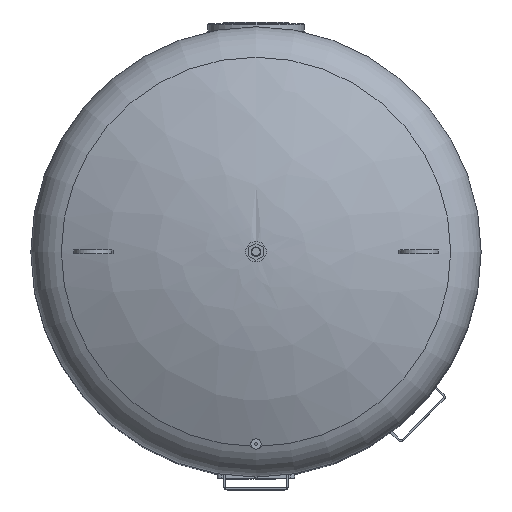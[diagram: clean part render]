
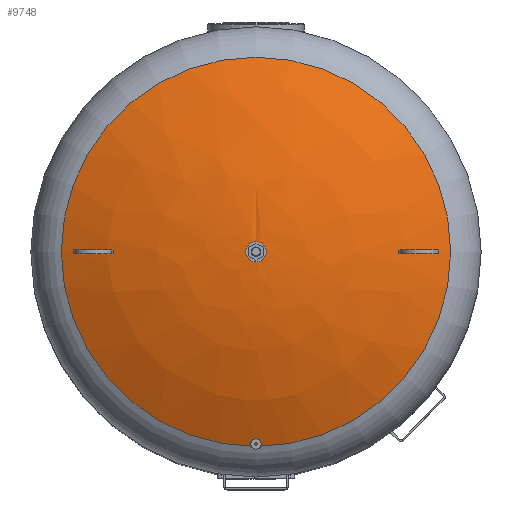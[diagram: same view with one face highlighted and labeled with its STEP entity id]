
A CAD part, top view. The second image highlights one B-rep face of the part: STEP entity #9748.
In plain terms, the highlighted free-form (B-spline) face has degree [2, 2] with [3, 9] control points.
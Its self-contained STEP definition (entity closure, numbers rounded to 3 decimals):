
#50=(
BOUNDED_CURVE()
B_SPLINE_CURVE(2,(#15452,#15453,#15454),.UNSPECIFIED.,.F.,.F.)
B_SPLINE_CURVE_WITH_KNOTS((3,3),(1.126,1.57),
 .UNSPECIFIED.)
CURVE()
GEOMETRIC_REPRESENTATION_ITEM()
RATIONAL_B_SPLINE_CURVE((1.,0.975,1.))
REPRESENTATION_ITEM($)
);
#53=(
BOUNDED_SURFACE()
B_SPLINE_SURFACE(2,2,((#15424,#15425,#15426,#15427,#15428,#15429,#15430,
#15431,#15432),(#15433,#15434,#15435,#15436,#15437,#15438,#15439,#15440,
#15441),(#15442,#15443,#15444,#15445,#15446,#15447,#15448,#15449,#15450)),
 .UNSPECIFIED.,.F.,.T.,.F.)
B_SPLINE_SURFACE_WITH_KNOTS((3,3),(3,2,2,2,3),(-1.57,-1.126),
(-3.142,-1.571,0.,1.571,3.142),
 .UNSPECIFIED.)
GEOMETRIC_REPRESENTATION_ITEM()
RATIONAL_B_SPLINE_SURFACE(((1.,0.707,1.,0.707,1.,
0.707,1.,0.707,1.),(0.975,0.69,
0.975,0.69,0.975,0.69,
0.975,0.69,0.975),(1.,0.707,
1.,0.707,1.,0.707,1.,0.707,1.)))
REPRESENTATION_ITEM($)
SURFACE()
);
#493=CIRCLE($,#10594,324.179);
#494=CIRCLE($,#10595,324.179);
#1055=FACE_OUTER_BOUND($,#1677,.T.);
#1677=EDGE_LOOP($,(#7661,#7662,#7663,#7664));
#4530=VERTEX_POINT($,#15420);
#4531=VERTEX_POINT($,#15421);
#4532=VERTEX_POINT($,#15451);
#5675=EDGE_CURVE($,#4530,#4531,#493,.T.);
#5676=EDGE_CURVE($,#4531,#4530,#494,.T.);
#5677=EDGE_CURVE($,#4531,#4532,#50,.T.);
#7661=ORIENTED_EDGE($,*,*,#5675,.T.);
#7662=ORIENTED_EDGE($,*,*,#5677,.T.);
#7663=ORIENTED_EDGE($,*,*,#5677,.F.);
#7664=ORIENTED_EDGE($,*,*,#5676,.T.);
#9748=ADVANCED_FACE($,(#1055),#53,.T.);
#10594=AXIS2_PLACEMENT_3D($,#15422,#12429,#12430);
#10595=AXIS2_PLACEMENT_3D($,#15423,#12431,#12432);
#12429=DIRECTION('center_axis',(0.,0.,1.));
#12430=DIRECTION('ref_axis',(1.,0.,0.));
#12431=DIRECTION('center_axis',(0.,0.,1.));
#12432=DIRECTION('ref_axis',(1.,0.,0.));
#15420=CARTESIAN_POINT('',(-324.179,0.,1491.478));
#15421=CARTESIAN_POINT('',(0.,324.179,1491.478));
#15422=CARTESIAN_POINT('Origin',(0.,0.,
1491.478));
#15423=CARTESIAN_POINT('Origin',(0.,0.,
1491.478));
#15424=CARTESIAN_POINT('Ctrl Pts',(0.,0.,
1565.));
#15425=CARTESIAN_POINT('Ctrl Pts',(0.,0.,
1565.));
#15426=CARTESIAN_POINT('Ctrl Pts',(0.,0.,
1565.));
#15427=CARTESIAN_POINT('Ctrl Pts',(0.,0.,
1565.));
#15428=CARTESIAN_POINT('Ctrl Pts',(0.,0.,
1565.));
#15429=CARTESIAN_POINT('Ctrl Pts',(0.,0.,
1565.));
#15430=CARTESIAN_POINT('Ctrl Pts',(0.,0.,
1565.));
#15431=CARTESIAN_POINT('Ctrl Pts',(0.,0.,
1565.));
#15432=CARTESIAN_POINT('Ctrl Pts',(0.,0.,
1565.));
#15433=CARTESIAN_POINT('Ctrl Pts',(0.,170.393,
1564.85));
#15434=CARTESIAN_POINT('Ctrl Pts',(-170.393,170.393,1564.85));
#15435=CARTESIAN_POINT('Ctrl Pts',(-170.393,0.,
1564.85));
#15436=CARTESIAN_POINT('Ctrl Pts',(-170.393,-170.393,1564.85));
#15437=CARTESIAN_POINT('Ctrl Pts',(0.,-170.393,
1564.85));
#15438=CARTESIAN_POINT('Ctrl Pts',(170.393,-170.393,1564.85));
#15439=CARTESIAN_POINT('Ctrl Pts',(170.393,0.,
1564.85));
#15440=CARTESIAN_POINT('Ctrl Pts',(170.393,170.393,1564.85));
#15441=CARTESIAN_POINT('Ctrl Pts',(0.,170.393,
1564.85));
#15442=CARTESIAN_POINT('Ctrl Pts',(0.,324.179,
1491.478));
#15443=CARTESIAN_POINT('Ctrl Pts',(-324.179,324.179,1491.478));
#15444=CARTESIAN_POINT('Ctrl Pts',(-324.179,0.,
1491.478));
#15445=CARTESIAN_POINT('Ctrl Pts',(-324.179,-324.179,
1491.478));
#15446=CARTESIAN_POINT('Ctrl Pts',(0.,-324.179,
1491.478));
#15447=CARTESIAN_POINT('Ctrl Pts',(324.179,-324.179,1491.478));
#15448=CARTESIAN_POINT('Ctrl Pts',(324.179,0.,
1491.478));
#15449=CARTESIAN_POINT('Ctrl Pts',(324.179,324.179,1491.478));
#15450=CARTESIAN_POINT('Ctrl Pts',(0.,324.179,
1491.478));
#15451=CARTESIAN_POINT('',(0.,0.,1565.));
#15452=CARTESIAN_POINT('Ctrl Pts',(0.,324.179,
1491.478));
#15453=CARTESIAN_POINT('Ctrl Pts',(0.,170.393,
1564.85));
#15454=CARTESIAN_POINT('Ctrl Pts',(0.,0.,
1565.));
